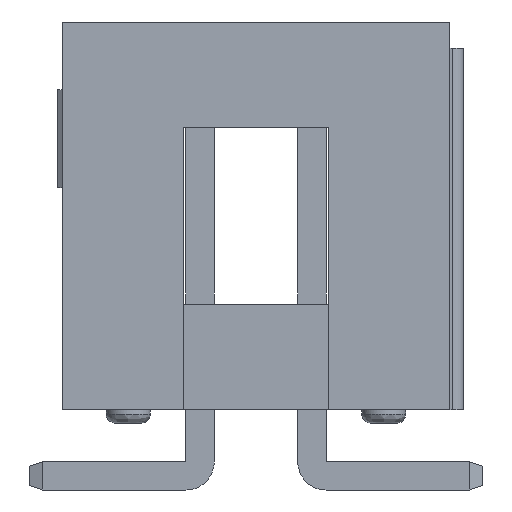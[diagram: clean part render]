
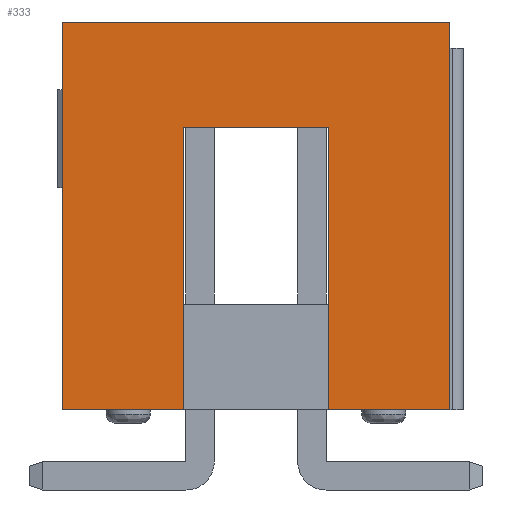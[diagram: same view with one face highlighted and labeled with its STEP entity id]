
A CAD part, front view. The second image highlights one B-rep face of the part: STEP entity #333.
In plain terms, the highlighted planar face has unit normal (0, -1, 0).
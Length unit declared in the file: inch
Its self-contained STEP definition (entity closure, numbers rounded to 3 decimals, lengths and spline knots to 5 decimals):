
#333=ADVANCED_FACE($,(#663),#4232,.T.);
#663=FACE_OUTER_BOUND($,#1011,.T.);
#1011=EDGE_LOOP($,(#2358,#2359,#2360,#2361,#2362,#2363,#2364,#2365));
#2358=ORIENTED_EDGE($,*,*,#3361,.T.);
#2359=ORIENTED_EDGE($,*,*,#3346,.F.);
#2360=ORIENTED_EDGE($,*,*,#3308,.F.);
#2361=ORIENTED_EDGE($,*,*,#3363,.T.);
#2362=ORIENTED_EDGE($,*,*,#3362,.T.);
#2363=ORIENTED_EDGE($,*,*,#3347,.F.);
#2364=ORIENTED_EDGE($,*,*,#3360,.T.);
#2365=ORIENTED_EDGE($,*,*,#3364,.T.);
#3308=EDGE_CURVE($,#3859,#3860,#4937,.T.);
#3346=EDGE_CURVE($,#3860,#3881,#4965,.T.);
#3347=EDGE_CURVE($,#3880,#3886,#4966,.T.);
#3360=EDGE_CURVE($,#3880,#3889,#4977,.T.);
#3361=EDGE_CURVE($,#3890,#3881,#4978,.T.);
#3362=EDGE_CURVE($,#3891,#3886,#4979,.T.);
#3363=EDGE_CURVE($,#3859,#3891,#4980,.T.);
#3364=EDGE_CURVE($,#3889,#3890,#4981,.T.);
#3859=VERTEX_POINT($,#8512);
#3860=VERTEX_POINT($,#8513);
#3880=VERTEX_POINT($,#8533);
#3881=VERTEX_POINT($,#8534);
#3886=VERTEX_POINT($,#8539);
#3889=VERTEX_POINT($,#8542);
#3890=VERTEX_POINT($,#8543);
#3891=VERTEX_POINT($,#8544);
#4232=PLANE($,#5334);
#4937=B_SPLINE_CURVE_WITH_KNOTS($,1,(#7076,#7077),.UNSPECIFIED.,.F.,.F.,
(2,2),(0.,0.34646),.UNSPECIFIED.);
#4965=B_SPLINE_CURVE_WITH_KNOTS($,1,(#7174,#7175),.UNSPECIFIED.,.F.,.F.,
(2,2),(0.,0.10827),.UNSPECIFIED.);
#4966=B_SPLINE_CURVE_WITH_KNOTS($,1,(#7176,#7177),.UNSPECIFIED.,.F.,.F.,
(2,2),(0.,0.10827),.UNSPECIFIED.);
#4977=B_SPLINE_CURVE_WITH_KNOTS($,1,(#7204,#7205),.UNSPECIFIED.,.F.,.F.,
(2,2),(0.,0.25197),.UNSPECIFIED.);
#4978=B_SPLINE_CURVE_WITH_KNOTS($,1,(#7206,#7207),.UNSPECIFIED.,.F.,.F.,
(2,2),(0.,0.25197),.UNSPECIFIED.);
#4979=B_SPLINE_CURVE_WITH_KNOTS($,1,(#7208,#7209),.UNSPECIFIED.,.F.,.F.,
(2,2),(0.,0.34646),.UNSPECIFIED.);
#4980=B_SPLINE_CURVE_WITH_KNOTS($,1,(#7210,#7211),.UNSPECIFIED.,.F.,.F.,
(2,2),(0.,0.34646),.UNSPECIFIED.);
#4981=B_SPLINE_CURVE_WITH_KNOTS($,1,(#7212,#7213),.UNSPECIFIED.,.F.,.F.,
(2,2),(0.,0.12992),.UNSPECIFIED.);
#5334=AXIS2_PLACEMENT_3D($,#7891,#5625,$);
#5625=DIRECTION($,(0.,-1.,0.));
#7076=CARTESIAN_POINT($,(0.17646,-0.44764,0.34646));
#7077=CARTESIAN_POINT($,(0.17646,-0.44764,0.));
#7174=CARTESIAN_POINT($,(0.17646,-0.44764,0.));
#7175=CARTESIAN_POINT($,(0.06819,-0.44764,0.));
#7176=CARTESIAN_POINT($,(-0.06173,-0.44764,0.));
#7177=CARTESIAN_POINT($,(-0.17,-0.44764,0.));
#7204=CARTESIAN_POINT($,(-0.06173,-0.44764,0.));
#7205=CARTESIAN_POINT($,(-0.06173,-0.44764,0.25197));
#7206=CARTESIAN_POINT($,(0.06819,-0.44764,0.25197));
#7207=CARTESIAN_POINT($,(0.06819,-0.44764,0.));
#7208=CARTESIAN_POINT($,(-0.17,-0.44764,0.34646));
#7209=CARTESIAN_POINT($,(-0.17,-0.44764,0.));
#7210=CARTESIAN_POINT($,(0.17646,-0.44764,0.34646));
#7211=CARTESIAN_POINT($,(-0.17,-0.44764,0.34646));
#7212=CARTESIAN_POINT($,(-0.06173,-0.44764,0.25197));
#7213=CARTESIAN_POINT($,(0.06819,-0.44764,0.25197));
#7891=CARTESIAN_POINT($,(-0.17,-0.44764,0.));
#8512=CARTESIAN_POINT($,(0.17646,-0.44764,0.34646));
#8513=CARTESIAN_POINT($,(0.17646,-0.44764,0.));
#8533=CARTESIAN_POINT($,(-0.06173,-0.44764,0.));
#8534=CARTESIAN_POINT($,(0.06819,-0.44764,0.));
#8539=CARTESIAN_POINT($,(-0.17,-0.44764,0.));
#8542=CARTESIAN_POINT($,(-0.06173,-0.44764,0.25197));
#8543=CARTESIAN_POINT($,(0.06819,-0.44764,0.25197));
#8544=CARTESIAN_POINT($,(-0.17,-0.44764,0.34646));
